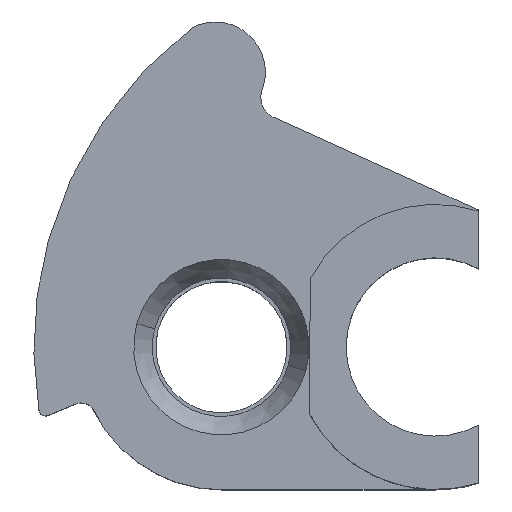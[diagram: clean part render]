
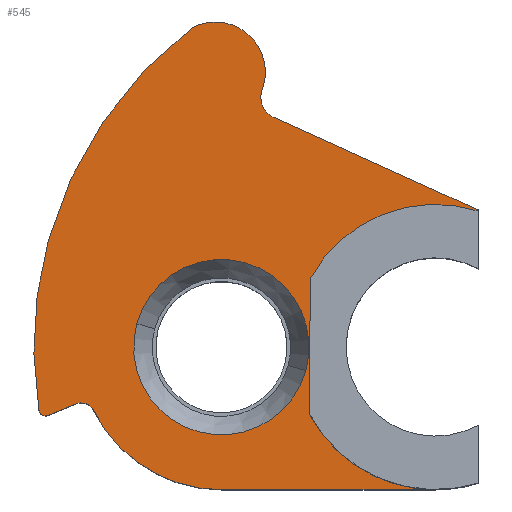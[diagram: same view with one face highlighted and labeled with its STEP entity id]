
A CAD part, top view. The second image highlights one B-rep face of the part: STEP entity #545.
In plain terms, the highlighted planar face has unit normal (0, 0, 1).
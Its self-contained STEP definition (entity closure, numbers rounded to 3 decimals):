
#103=CARTESIAN_POINT('',(-3.,0.,2.));
#104=DIRECTION('',(0.,0.,1.));
#105=DIRECTION('',(-0.964,0.266,0.));
#106=AXIS2_PLACEMENT_3D('',#103,#104,#105);
#108=CARTESIAN_POINT('',(-3.,0.,2.));
#109=DIRECTION('',(0.,0.,1.));
#110=DIRECTION('',(0.964,-0.266,0.));
#111=AXIS2_PLACEMENT_3D('',#108,#109,#110);
#113=DIRECTION('',(0.,1.,0.));
#114=VECTOR('',#113,0.016);
#115=CARTESIAN_POINT('',(0.6,1.908,2.));
#116=LINE('',#115,#114);
#117=CARTESIAN_POINT('',(0.,0.,2.));
#118=DIRECTION('',(0.,0.,1.));
#119=DIRECTION('',(0.3,0.954,0.));
#120=AXIS2_PLACEMENT_3D('',#117,#118,#119);
#122=DIRECTION('',(-0.007,-1.,0.));
#123=VECTOR('',#122,1.9);
#124=CARTESIAN_POINT('',(-1.753,0.963,2.));
#125=LINE('',#124,#123);
#126=CARTESIAN_POINT('',(0.,0.,2.));
#127=DIRECTION('',(0.,0.,1.));
#128=DIRECTION('',(-0.883,-0.469,0.));
#129=AXIS2_PLACEMENT_3D('',#126,#127,#128);
#131=DIRECTION('',(-1.,0.,0.));
#132=VECTOR('',#131,3.);
#133=CARTESIAN_POINT('',(0.,-2.,2.));
#134=LINE('',#133,#132);
#135=CARTESIAN_POINT('',(-3.,0.,2.));
#136=DIRECTION('',(0.,0.,-1.));
#137=DIRECTION('',(0.,-1.,0.));
#138=AXIS2_PLACEMENT_3D('',#135,#136,#137);
#140=CARTESIAN_POINT('',(-4.968,-0.983,2.));
#141=DIRECTION('',(0.,0.,1.));
#142=DIRECTION('',(0.895,0.447,0.));
#143=AXIS2_PLACEMENT_3D('',#140,#141,#142);
#145=DIRECTION('',(-0.923,-0.384,0.));
#146=VECTOR('',#145,0.41);
#147=CARTESIAN_POINT('',(-5.045,-0.798,2.));
#148=LINE('',#147,#146);
#149=CARTESIAN_POINT('',(-5.462,-0.864,2.));
#150=DIRECTION('',(0.,0.,1.));
#151=DIRECTION('',(-0.988,-0.156,0.));
#152=AXIS2_PLACEMENT_3D('',#149,#150,#151);
#154=CARTESIAN_POINT('',(0.,0.,2.));
#155=DIRECTION('',(0.,0.,-1.));
#156=DIRECTION('',(-0.988,-0.156,0.));
#157=AXIS2_PLACEMENT_3D('',#154,#155,#156);
#159=CARTESIAN_POINT('',(0.,0.,2.));
#160=DIRECTION('',(0.,0.,-1.));
#161=DIRECTION('',(-0.964,0.266,0.));
#162=AXIS2_PLACEMENT_3D('',#159,#160,#161);
#164=CARTESIAN_POINT('',(-3.085,3.86,2.));
#165=DIRECTION('',(0.,0.,-1.));
#166=DIRECTION('',(-0.465,0.885,0.));
#167=AXIS2_PLACEMENT_3D('',#164,#165,#166);
#169=DIRECTION('',(-0.266,-0.964,0.));
#170=VECTOR('',#169,0.097);
#171=CARTESIAN_POINT('',(-2.41,3.674,2.));
#172=LINE('',#171,#170);
#173=CARTESIAN_POINT('',(-2.146,3.501,2.));
#174=DIRECTION('',(0.,0.,1.));
#175=DIRECTION('',(-0.964,0.266,0.));
#176=AXIS2_PLACEMENT_3D('',#173,#174,#175);
#178=DIRECTION('',(0.911,-0.413,0.));
#179=VECTOR('',#178,3.153);
#180=CARTESIAN_POINT('',(-2.271,3.227,2.));
#181=LINE('',#180,#179);
#335=CARTESIAN_POINT('',(-1.767,-0.937,2.));
#336=VERTEX_POINT('',#335);
#337=CARTESIAN_POINT('',(-1.753,0.963,2.));
#338=VERTEX_POINT('',#337);
#339=CARTESIAN_POINT('',(0.,-2.,2.));
#340=VERTEX_POINT('',#339);
#341=CARTESIAN_POINT('',(-3.,-2.,2.));
#342=VERTEX_POINT('',#341);
#343=CARTESIAN_POINT('',(-4.789,-0.894,2.));
#344=VERTEX_POINT('',#343);
#345=CARTESIAN_POINT('',(-5.045,-0.798,2.));
#346=VERTEX_POINT('',#345);
#347=CARTESIAN_POINT('',(-5.427,1.497,2.));
#348=CARTESIAN_POINT('',(-3.41,4.48,2.));
#349=VERTEX_POINT('',#347);
#350=VERTEX_POINT('',#348);
#351=CARTESIAN_POINT('',(-2.41,3.674,2.));
#352=VERTEX_POINT('',#351);
#353=CARTESIAN_POINT('',(-2.436,3.58,2.));
#354=VERTEX_POINT('',#353);
#355=CARTESIAN_POINT('',(-2.271,3.227,2.));
#356=VERTEX_POINT('',#355);
#357=CARTESIAN_POINT('',(-4.186,0.327,2.));
#358=CARTESIAN_POINT('',(-1.814,-0.327,2.));
#359=VERTEX_POINT('',#357);
#360=VERTEX_POINT('',#358);
#369=CARTESIAN_POINT('',(-5.561,-0.879,2.));
#370=CARTESIAN_POINT('',(-5.424,-0.956,2.));
#371=VERTEX_POINT('',#369);
#372=VERTEX_POINT('',#370);
#396=CARTESIAN_POINT('',(0.6,1.908,2.));
#397=VERTEX_POINT('',#396);
#398=CARTESIAN_POINT('',(0.6,1.924,2.));
#399=VERTEX_POINT('',#398);
#503=CARTESIAN_POINT('',(0.,0.,2.));
#504=DIRECTION('',(0.,0.,1.));
#505=DIRECTION('',(0.964,-0.266,0.));
#506=AXIS2_PLACEMENT_3D('',#503,#504,#505);
#507=PLANE('',#506);
#509=ORIENTED_EDGE('',*,*,#508,.F.);
#511=ORIENTED_EDGE('',*,*,#510,.T.);
#513=ORIENTED_EDGE('',*,*,#512,.T.);
#515=ORIENTED_EDGE('',*,*,#514,.T.);
#517=ORIENTED_EDGE('',*,*,#516,.T.);
#519=ORIENTED_EDGE('',*,*,#518,.T.);
#521=ORIENTED_EDGE('',*,*,#520,.T.);
#523=ORIENTED_EDGE('',*,*,#522,.T.);
#525=ORIENTED_EDGE('',*,*,#524,.F.);
#527=ORIENTED_EDGE('',*,*,#526,.T.);
#529=ORIENTED_EDGE('',*,*,#528,.T.);
#531=ORIENTED_EDGE('',*,*,#530,.T.);
#533=ORIENTED_EDGE('',*,*,#532,.T.);
#535=ORIENTED_EDGE('',*,*,#534,.T.);
#537=ORIENTED_EDGE('',*,*,#536,.T.);
#538=EDGE_LOOP('',(#509,#511,#513,#515,#517,#519,#521,#523,#525,#527,#529,#531,
#533,#535,#537));
#539=FACE_OUTER_BOUND('',#538,.F.);
#541=ORIENTED_EDGE('',*,*,#540,.T.);
#542=ORIENTED_EDGE('',*,*,#493,.T.);
#543=EDGE_LOOP('',(#541,#542));
#544=FACE_BOUND('',#543,.F.);
#107=CIRCLE('',#106,1.23);
#112=CIRCLE('',#111,1.23);
#121=CIRCLE('',#120,2.);
#130=CIRCLE('',#129,2.);
#139=CIRCLE('',#138,2.);
#144=CIRCLE('',#143,0.2);
#153=CIRCLE('',#152,0.1);
#158=CIRCLE('',#157,5.63);
#163=CIRCLE('',#162,5.63);
#168=CIRCLE('',#167,0.7);
#177=CIRCLE('',#176,0.3);
#493=EDGE_CURVE('',#360,#359,#112,.T.);
#508=EDGE_CURVE('',#397,#399,#116,.T.);
#510=EDGE_CURVE('',#397,#338,#121,.T.);
#512=EDGE_CURVE('',#338,#336,#125,.T.);
#514=EDGE_CURVE('',#336,#340,#130,.T.);
#516=EDGE_CURVE('',#340,#342,#134,.T.);
#518=EDGE_CURVE('',#342,#344,#139,.T.);
#520=EDGE_CURVE('',#344,#346,#144,.T.);
#522=EDGE_CURVE('',#346,#372,#148,.T.);
#524=EDGE_CURVE('',#371,#372,#153,.T.);
#526=EDGE_CURVE('',#371,#349,#158,.T.);
#528=EDGE_CURVE('',#349,#350,#163,.T.);
#530=EDGE_CURVE('',#350,#352,#168,.T.);
#532=EDGE_CURVE('',#352,#354,#172,.T.);
#534=EDGE_CURVE('',#354,#356,#177,.T.);
#536=EDGE_CURVE('',#356,#399,#181,.T.);
#540=EDGE_CURVE('',#359,#360,#107,.T.);
#545=ADVANCED_FACE('',(#539,#544),#507,.T.);
